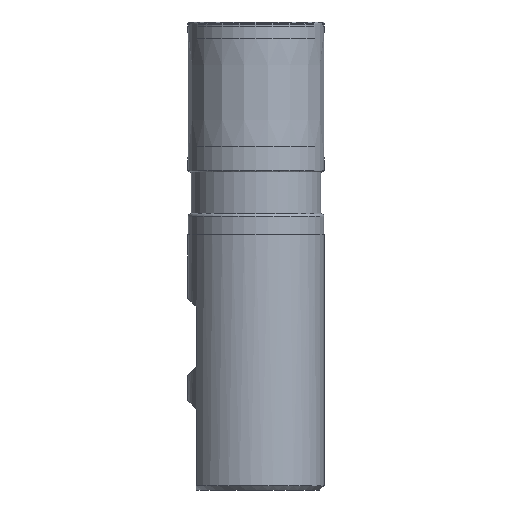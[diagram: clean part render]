
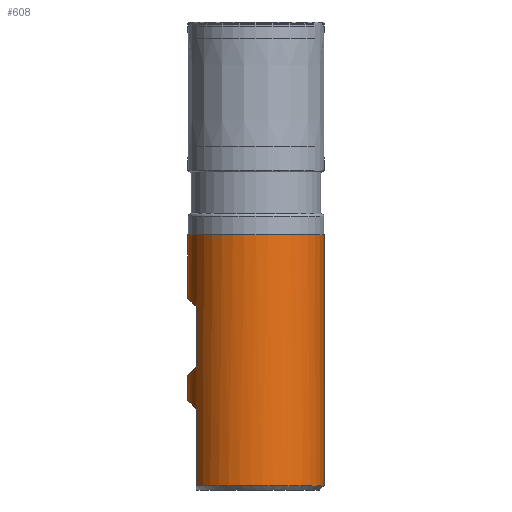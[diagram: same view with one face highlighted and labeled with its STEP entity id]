
A CAD part, left-side view. The second image highlights one B-rep face of the part: STEP entity #608.
In plain terms, the highlighted cylindrical face has radius 16 mm (diameter 32 mm), a partial arc.
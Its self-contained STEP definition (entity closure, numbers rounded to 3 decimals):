
#118=CARTESIAN_POINT('',(0.,0.,60.));
#119=DIRECTION('',(0.,0.,1.));
#120=DIRECTION('',(0.,1.,0.));
#121=AXIS2_PLACEMENT_3D('',#118,#119,#120);
#128=CARTESIAN_POINT('',(-7.746,14.,19.));
#129=CARTESIAN_POINT('',(-7.234,14.283,19.283));
#130=CARTESIAN_POINT('',(-6.201,14.781,19.781));
#131=CARTESIAN_POINT('',(-4.647,15.339,20.339));
#132=CARTESIAN_POINT('',(-3.094,15.724,20.724));
#133=CARTESIAN_POINT('',(-1.545,15.95,20.95));
#134=CARTESIAN_POINT('',(-0.515,16.,21.));
#135=CARTESIAN_POINT('',(0.,16.,21.));
#137=DIRECTION('',(0.,0.,1.));
#138=VECTOR('',#137,6.);
#139=CARTESIAN_POINT('',(0.,16.,21.));
#140=LINE('',#139,#138);
#141=CARTESIAN_POINT('',(-7.746,14.,29.));
#142=CARTESIAN_POINT('',(-6.601,14.633,28.367));
#143=CARTESIAN_POINT('',(-4.173,15.615,27.385));
#144=CARTESIAN_POINT('',(-1.454,16.,27.));
#145=CARTESIAN_POINT('',(0.,16.,27.));
#147=DIRECTION('',(0.,0.,-1.));
#148=VECTOR('',#147,14.);
#149=CARTESIAN_POINT('',(-7.746,14.,43.));
#150=LINE('',#149,#148);
#151=CARTESIAN_POINT('',(-7.746,14.,43.));
#152=CARTESIAN_POINT('',(-6.601,14.633,43.633));
#153=CARTESIAN_POINT('',(-4.173,15.615,44.615));
#154=CARTESIAN_POINT('',(-1.454,16.,45.));
#155=CARTESIAN_POINT('',(0.,16.,45.));
#157=DIRECTION('',(0.,0.,1.));
#158=VECTOR('',#157,15.);
#159=CARTESIAN_POINT('',(0.,16.,45.));
#160=LINE('',#159,#158);
#161=DIRECTION('',(0.,0.,1.));
#162=VECTOR('',#161,59.);
#163=CARTESIAN_POINT('',(0.,-16.,1.));
#164=LINE('',#163,#162);
#165=CARTESIAN_POINT('',(0.,0.,1.));
#166=DIRECTION('',(0.,0.,1.));
#167=DIRECTION('',(-0.484,0.875,0.));
#168=AXIS2_PLACEMENT_3D('',#165,#166,#167);
#170=DIRECTION('',(0.,0.,-1.));
#171=VECTOR('',#170,18.);
#172=CARTESIAN_POINT('',(-7.746,14.,19.));
#173=LINE('',#172,#171);
#183=CARTESIAN_POINT('',(-7.746,14.,1.));
#255=CARTESIAN_POINT('',(0.,16.,21.));
#273=CARTESIAN_POINT('',(0.,16.,45.));
#283=CARTESIAN_POINT('',(0.,16.,27.));
#367=CARTESIAN_POINT('',(0.,-16.,1.));
#368=CARTESIAN_POINT('',(0.,-16.,60.));
#369=VERTEX_POINT('',#367);
#370=VERTEX_POINT('',#368);
#371=CARTESIAN_POINT('',(-7.746,14.,43.));
#373=VERTEX_POINT('',#371);
#375=CARTESIAN_POINT('',(-7.746,14.,29.));
#377=VERTEX_POINT('',#375);
#379=CARTESIAN_POINT('',(-7.746,14.,19.));
#381=VERTEX_POINT('',#379);
#397=VERTEX_POINT('',#273);
#398=VERTEX_POINT('',#283);
#399=CARTESIAN_POINT('',(0.,16.,60.));
#400=VERTEX_POINT('',#399);
#406=VERTEX_POINT('',#255);
#407=VERTEX_POINT('',#183);
#582=CARTESIAN_POINT('',(0.,0.,68.25));
#583=DIRECTION('',(0.,0.,-1.));
#584=DIRECTION('',(0.,-1.,0.));
#585=AXIS2_PLACEMENT_3D('',#582,#583,#584);
#586=CYLINDRICAL_SURFACE('',#585,16.);
#588=ORIENTED_EDGE('',*,*,#587,.T.);
#590=ORIENTED_EDGE('',*,*,#589,.T.);
#592=ORIENTED_EDGE('',*,*,#591,.F.);
#594=ORIENTED_EDGE('',*,*,#593,.F.);
#596=ORIENTED_EDGE('',*,*,#595,.T.);
#598=ORIENTED_EDGE('',*,*,#597,.T.);
#599=ORIENTED_EDGE('',*,*,#571,.T.);
#601=ORIENTED_EDGE('',*,*,#600,.F.);
#603=ORIENTED_EDGE('',*,*,#602,.F.);
#605=ORIENTED_EDGE('',*,*,#604,.F.);
#606=EDGE_LOOP('',(#588,#590,#592,#594,#596,#598,#599,#601,#603,#605));
#607=FACE_OUTER_BOUND('',#606,.F.);
#608=ADVANCED_FACE('',(#607),#586,.T.);
#122=CIRCLE('',#121,16.);
#136=B_SPLINE_CURVE_WITH_KNOTS('',3,(#128,#129,#130,#131,#132,#133,#134,#135),
.UNSPECIFIED.,.F.,.F.,(4,1,1,1,1,4),(0.,0.2,0.4,0.6,0.8,1.),
.UNSPECIFIED.);
#146=B_SPLINE_CURVE_WITH_KNOTS('',3,(#141,#142,#143,#144,#145),.UNSPECIFIED.,
.F.,.F.,(4,1,4),(0.,0.5,1.),.UNSPECIFIED.);
#156=B_SPLINE_CURVE_WITH_KNOTS('',3,(#151,#152,#153,#154,#155),.UNSPECIFIED.,
.F.,.F.,(4,1,4),(0.,0.5,1.),.UNSPECIFIED.);
#169=CIRCLE('',#168,16.);
#571=EDGE_CURVE('',#400,#370,#122,.T.);
#587=EDGE_CURVE('',#381,#406,#136,.T.);
#589=EDGE_CURVE('',#406,#398,#140,.T.);
#591=EDGE_CURVE('',#377,#398,#146,.T.);
#593=EDGE_CURVE('',#373,#377,#150,.T.);
#595=EDGE_CURVE('',#373,#397,#156,.T.);
#597=EDGE_CURVE('',#397,#400,#160,.T.);
#600=EDGE_CURVE('',#369,#370,#164,.T.);
#602=EDGE_CURVE('',#407,#369,#169,.T.);
#604=EDGE_CURVE('',#381,#407,#173,.T.);
